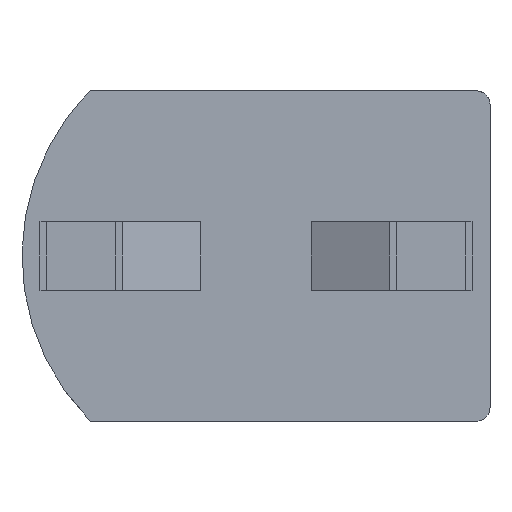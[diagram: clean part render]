
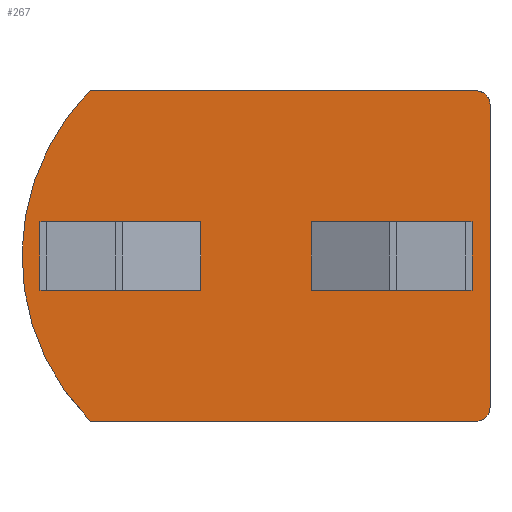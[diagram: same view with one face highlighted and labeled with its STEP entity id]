
A CAD part, front view. The second image highlights one B-rep face of the part: STEP entity #267.
In plain terms, the highlighted free-form (B-spline) face has degree [1, 1] with [2, 2] control points.
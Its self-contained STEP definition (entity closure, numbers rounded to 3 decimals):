
#177 = EDGE_CURVE('',#178,#180,#182,.T.);
#178 = VERTEX_POINT('',#179);
#179 = CARTESIAN_POINT('',(1.901,0.,-1.23));
#180 = VERTEX_POINT('',#181);
#181 = CARTESIAN_POINT('',(1.789,0.,-1.342));
#182 = ( BOUNDED_CURVE() B_SPLINE_CURVE(2,(#183,#184,#185),
.UNSPECIFIED.,.F.,.F.) B_SPLINE_CURVE_WITH_KNOTS((3,3),(5.498,
7.069),.PIECEWISE_BEZIER_KNOTS.) CURVE() 
GEOMETRIC_REPRESENTATION_ITEM() RATIONAL_B_SPLINE_CURVE((1.,
0.707,1.)) REPRESENTATION_ITEM('') );
#183 = CARTESIAN_POINT('',(1.901,0.,-1.23));
#184 = CARTESIAN_POINT('',(1.901,0.,-1.342));
#185 = CARTESIAN_POINT('',(1.789,0.,-1.342));
#244 = EDGE_CURVE('',#180,#245,#247,.T.);
#245 = VERTEX_POINT('',#246);
#246 = CARTESIAN_POINT('',(-1.347,0.,-1.342));
#247 = B_SPLINE_CURVE_WITH_KNOTS('',1,(#248,#249),.UNSPECIFIED.,.F.,.F.,
  (2,2),(0.1,2.904),.PIECEWISE_BEZIER_KNOTS.);
#248 = CARTESIAN_POINT('',(1.789,0.,-1.342));
#249 = CARTESIAN_POINT('',(-1.347,0.,-1.342));
#267 = ADVANCED_FACE('',(#268),#300,.F.);
#268 = FACE_BOUND('',#269,.T.);
#269 = EDGE_LOOP('',(#270,#271,#278,#286,#293,#299));
#270 = ORIENTED_EDGE('',*,*,#177,.F.);
#271 = ORIENTED_EDGE('',*,*,#272,.F.);
#272 = EDGE_CURVE('',#273,#178,#275,.T.);
#273 = VERTEX_POINT('',#274);
#274 = CARTESIAN_POINT('',(1.901,0.,1.23));
#275 = B_SPLINE_CURVE_WITH_KNOTS('',1,(#276,#277),.UNSPECIFIED.,.F.,.F.,
  (2,2),(0.1,2.3),.PIECEWISE_BEZIER_KNOTS.);
#276 = CARTESIAN_POINT('',(1.901,0.,1.23));
#277 = CARTESIAN_POINT('',(1.901,0.,-1.23));
#278 = ORIENTED_EDGE('',*,*,#279,.F.);
#279 = EDGE_CURVE('',#280,#273,#282,.T.);
#280 = VERTEX_POINT('',#281);
#281 = CARTESIAN_POINT('',(1.789,0.,1.342));
#282 = ( BOUNDED_CURVE() B_SPLINE_CURVE(2,(#283,#284,#285),
.UNSPECIFIED.,.F.,.F.) B_SPLINE_CURVE_WITH_KNOTS((3,3),(5.498,
7.069),.PIECEWISE_BEZIER_KNOTS.) CURVE() 
GEOMETRIC_REPRESENTATION_ITEM() RATIONAL_B_SPLINE_CURVE((1.,
0.707,1.)) REPRESENTATION_ITEM('') );
#283 = CARTESIAN_POINT('',(1.789,0.,1.342));
#284 = CARTESIAN_POINT('',(1.901,0.,1.342));
#285 = CARTESIAN_POINT('',(1.901,0.,1.23));
#286 = ORIENTED_EDGE('',*,*,#287,.F.);
#287 = EDGE_CURVE('',#288,#280,#290,.T.);
#288 = VERTEX_POINT('',#289);
#289 = CARTESIAN_POINT('',(-1.347,0.,1.342));
#290 = B_SPLINE_CURVE_WITH_KNOTS('',1,(#291,#292),.UNSPECIFIED.,.F.,.F.,
  (2,2),(0.,2.804),.PIECEWISE_BEZIER_KNOTS.);
#291 = CARTESIAN_POINT('',(-1.347,0.,1.342));
#292 = CARTESIAN_POINT('',(1.789,0.,1.342));
#293 = ORIENTED_EDGE('',*,*,#294,.F.);
#294 = EDGE_CURVE('',#245,#288,#295,.T.);
#295 = ( BOUNDED_CURVE() B_SPLINE_CURVE(2,(#296,#297,#298),
.UNSPECIFIED.,.F.,.F.) B_SPLINE_CURVE_WITH_KNOTS((3,3),(0.,
1.567),.PIECEWISE_BEZIER_KNOTS.) CURVE() 
GEOMETRIC_REPRESENTATION_ITEM() RATIONAL_B_SPLINE_CURVE((1.,
0.708,1.)) REPRESENTATION_ITEM('') );
#296 = CARTESIAN_POINT('',(-1.347,0.,-1.342));
#297 = CARTESIAN_POINT('',(-2.684,0.,0.));
#298 = CARTESIAN_POINT('',(-1.347,0.,1.342));
#299 = ORIENTED_EDGE('',*,*,#244,.F.);
#300 = B_SPLINE_SURFACE_WITH_KNOTS('',1,1,(
    (#301,#302)
    ,(#303,#304
    )),.UNSPECIFIED.,.F.,.F.,.F.,(2,2),(2,2),(-1.7,1.7),(-1.2,1.2),
  .PIECEWISE_BEZIER_KNOTS.);
#301 = CARTESIAN_POINT('',(-1.901,0.,1.342));
#302 = CARTESIAN_POINT('',(-1.901,0.,-1.342));
#303 = CARTESIAN_POINT('',(1.901,0.,1.342));
#304 = CARTESIAN_POINT('',(1.901,0.,-1.342));
